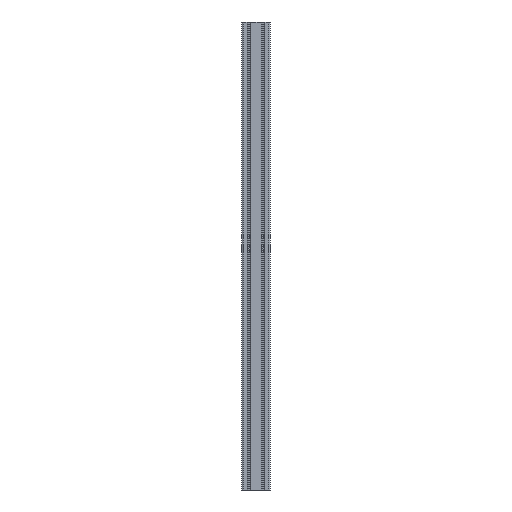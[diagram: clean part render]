
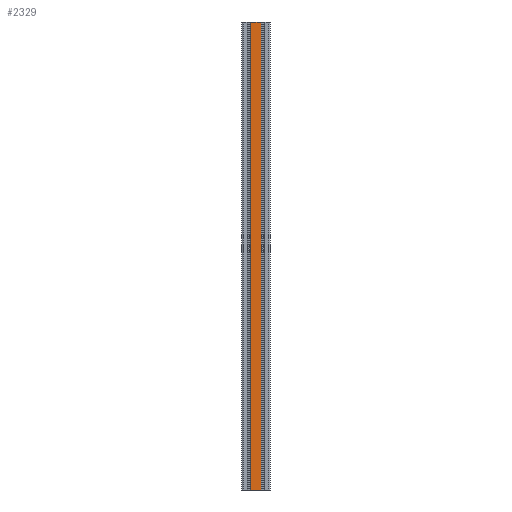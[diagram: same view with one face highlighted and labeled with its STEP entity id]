
A CAD part, front view. The second image highlights one B-rep face of the part: STEP entity #2329.
In plain terms, the highlighted planar face has unit normal (0, -1, 0).
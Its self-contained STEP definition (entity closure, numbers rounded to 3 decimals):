
#54=PLANE($,#2518);
#147=FACE_OUTER_BOUND($,#267,.T.);
#267=EDGE_LOOP($,(#1753,#1754,#1755,#1756));
#453=LINE($,#3727,#685);
#454=LINE($,#3730,#686);
#455=LINE($,#3732,#687);
#456=LINE($,#3733,#688);
#685=VECTOR($,#3014,1000.);
#686=VECTOR($,#3017,21.8);
#687=VECTOR($,#3018,21.8);
#688=VECTOR($,#3019,1000.);
#1041=VERTEX_POINT($,#3723);
#1042=VERTEX_POINT($,#3725);
#1043=VERTEX_POINT($,#3729);
#1044=VERTEX_POINT($,#3731);
#1339=EDGE_CURVE($,#1041,#1042,#453,.T.);
#1340=EDGE_CURVE($,#1043,#1041,#454,.T.);
#1341=EDGE_CURVE($,#1044,#1042,#455,.T.);
#1342=EDGE_CURVE($,#1043,#1044,#456,.T.);
#1753=ORIENTED_EDGE($,*,*,#1340,.T.);
#1754=ORIENTED_EDGE($,*,*,#1339,.T.);
#1755=ORIENTED_EDGE($,*,*,#1341,.F.);
#1756=ORIENTED_EDGE($,*,*,#1342,.F.);
#2329=ADVANCED_FACE($,(#147),#54,.T.);
#2518=AXIS2_PLACEMENT_3D($,#3728,#3015,#3016);
#3014=DIRECTION($,(0.,0.,1.));
#3015=DIRECTION('center_axis',(0.,-1.,0.));
#3016=DIRECTION('ref_axis',(1.,0.,0.));
#3017=DIRECTION($,(1.,0.,0.));
#3018=DIRECTION($,(1.,0.,0.));
#3019=DIRECTION($,(0.,0.,1.));
#3723=CARTESIAN_POINT('',(21.8,-30.,0.));
#3725=CARTESIAN_POINT('',(21.8,-30.,1000.));
#3727=CARTESIAN_POINT($,(21.8,-30.,0.));
#3728=CARTESIAN_POINT('Origin',(0.,-30.,
0.));
#3729=CARTESIAN_POINT('',(0.,-30.,0.));
#3730=CARTESIAN_POINT($,(0.,-30.,0.));
#3731=CARTESIAN_POINT('',(0.,-30.,1000.));
#3732=CARTESIAN_POINT($,(0.,-30.,1000.));
#3733=CARTESIAN_POINT($,(0.,-30.,0.));
